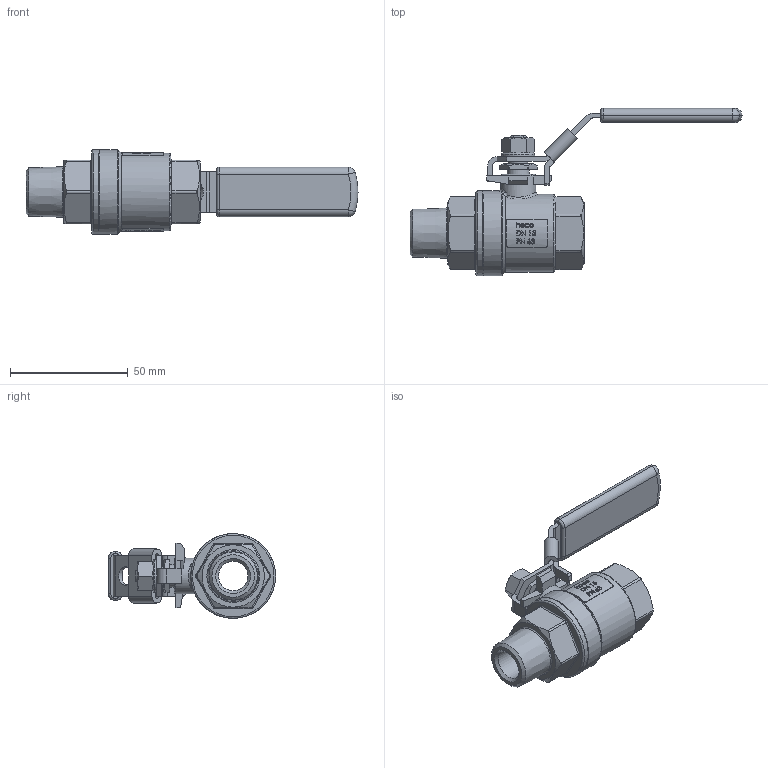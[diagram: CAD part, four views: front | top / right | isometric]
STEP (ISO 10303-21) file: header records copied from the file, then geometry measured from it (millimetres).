
FILE_DESCRIPTION (( 'STEP AP214' ), '1' );
FILE_NAME ('K2-012-0IA-4 Kugelhahn heco step214.STEP', '2012-11-22T10:39:06', ( 'test' ), ( '' ), 'SwSTEP 2.0', 'SolidWorks 2011', '' );
FILE_SCHEMA (( 'AUTOMOTIVE_DESIGN' ));
Length unit declared in the file: millimetre
Products named in the file (1): K2-012-0IA-4 Kugelhahn heco step214
Bounding box: 141 x 71 x 36 mm (x, y, z)
Volume: 52278.4 mm3; surface area: 19246.1 mm2
Topology: 1 solids, 1 shells, 658 faces, 1699 edges, 1088 vertices
Faces by surface type: plane 280, bspline 195, cylinder 123, torus 31, cone 25, sphere 4
Full cylindrical faces by diameter (mm): 8 x2, 9.5 x1, 12.5 x1, 14 x1, 15 x2, 18.64 x1, 33 x1, 36 x2
Entity records: 35767 total; most frequent: CARTESIAN_POINT 14152, ORIENTED_EDGE 3298, DIRECTION 2375, EDGE_CURVE 1649, VERTEX_POINT 1071, AXIS2_PLACEMENT_3D 800, LINE 775, VECTOR 775
